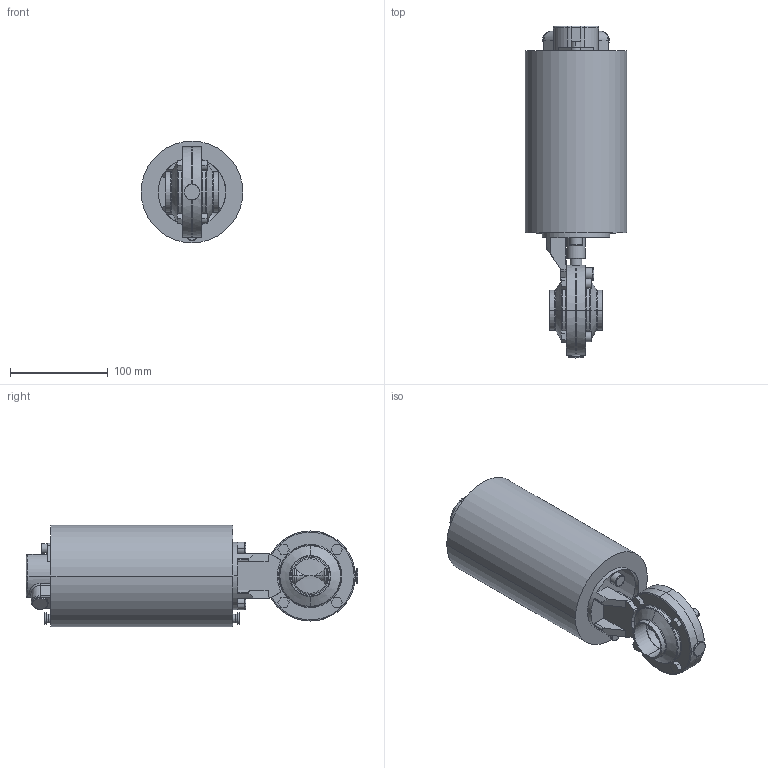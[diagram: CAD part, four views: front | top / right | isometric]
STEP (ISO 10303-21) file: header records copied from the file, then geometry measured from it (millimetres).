
FILE_DESCRIPTION(('OneSpaceDesigner STEP Export'),'2;1');
FILE_NAME('4501.040.XXX.stp','2010-01-26T 7:45:48',(''),(''),'OneSpace Designer STEP processor (Jan. 2003) for AP214(CD)(Solid Model)','OneSpace Designer 12.01F 09-Nov-2004 (C) CoCreate Software GmbH','');
FILE_SCHEMA(('AUTOMOTIVE_DESIGN_CC2 {1 2 10303 214 -1 1 5 1}'));
Length unit declared in the file: millimetre
Products named in the file (2): 4501.040.130-021_1; Scheibenventil
Assembly tree (1 placements, depth 2):
  Scheibenventil
    4501.040.130-021_1
Bounding box: 104 x 339.31 x 104 mm (x, y, z)
Volume: 1835354.6 mm3; surface area: 132146.2 mm2
Topology: 1 solids, 1 shells, 385 faces, 966 edges, 604 vertices
Faces by surface type: cylinder 141, plane 103, torus 97, cone 22, sphere 14, bspline 6, extrusion 2
Entity records: 20693 total; most frequent: CARTESIAN_POINT 9574, ORIENTED_EDGE 1920, DIRECTION 1357, EDGE_CURVE 960, VERTEX_POINT 604, AXIS2_PLACEMENT_3D 515, EDGE_LOOP 428, COLOUR_RGB 386
